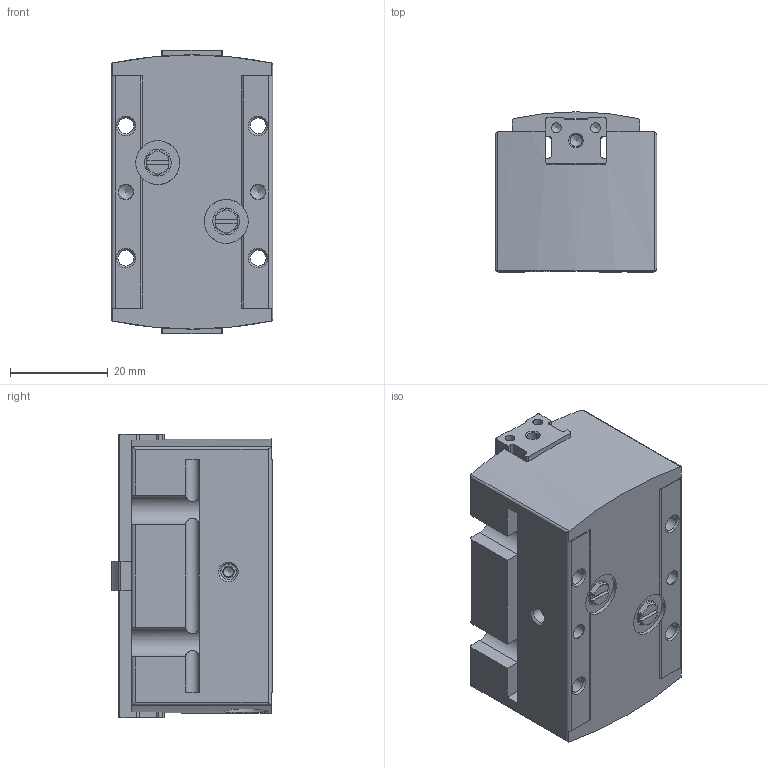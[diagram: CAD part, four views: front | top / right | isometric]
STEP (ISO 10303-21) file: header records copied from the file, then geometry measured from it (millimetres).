
FILE_DESCRIPTION(/* description */ ('STEP AP214'),/* implementation_level */ '2;1');
FILE_NAME(/* name */ '525660_HGPP-10-A-G2',/* time_stamp */ '2024-08-29T06:45:38+02:00',/* author */ ('License CC BY-ND 4.0'),/* organization */ ('CADENAS'),/* preprocessor_version */ 'ST-DEVELOPER v19.3',/* originating_system */ 'PARTsolutions',/* authorisation */ ' ');
FILE_SCHEMA (('AUTOMOTIVE_DESIGN {1 0 10303 214 3 1 1}'));
Length unit declared in the file: millimetre
Products named in the file (5): 525660 HGPP-10-A-G2---(0); 525660 HGPP-10-A-G2GR---(2); DIN-914 - M4x8(F); 30979 B-M3-S9; HGPP-10-A---(JAW)
Assembly tree (6 placements, depth 2):
  525660 HGPP-10-A-G2---(0)
    525660 HGPP-10-A-G2GR---(2)
    DIN-914 - M4x8(F)
    30979 B-M3-S9  x2
    HGPP-10-A---(JAW)  x2
Bounding box: 33 x 32.7 x 58 mm (x, y, z)
Volume: 47958.7 mm3; surface area: 16676.4 mm2
Topology: 6 solids, 6 shells, 349 faces, 905 edges, 571 vertices
Faces by surface type: plane 160, cylinder 106, cone 79, torus 4
Full cylindrical faces by diameter (mm): 1.567 x4, 2 x9, 2.4 x2, 2.459 x18, 2.5 x2, 3 x4, 3.242 x5, 3.3 x4, 4 x1, 4.5 x2, 5.5 x4, 7.6 x1, 8 x1, 9 x3
Entity records: 8880 total; most frequent: CARTESIAN_POINT 1493, DIRECTION 1244, ORIENTED_EDGE 1082, EDGE_CURVE 541, AXIS2_PLACEMENT_3D 485, VERTEX_POINT 411, FACE_BOUND 410, EDGE_LOOP 386
